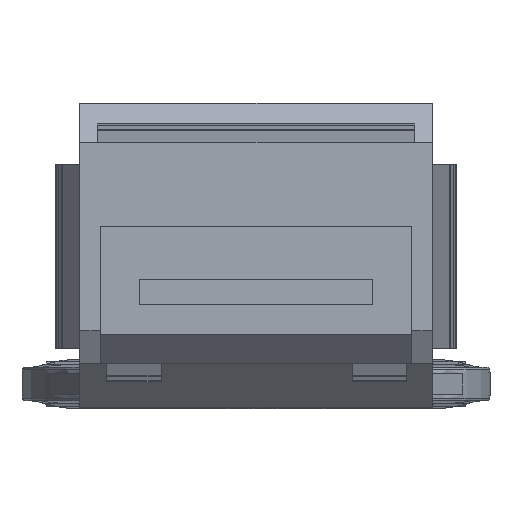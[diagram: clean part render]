
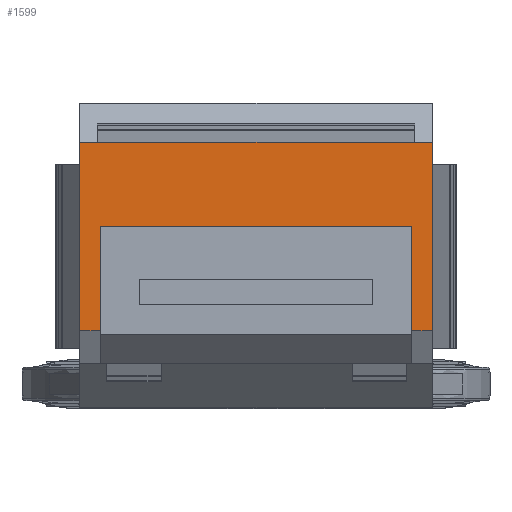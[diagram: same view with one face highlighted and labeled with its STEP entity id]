
A CAD part, left-side view. The second image highlights one B-rep face of the part: STEP entity #1599.
In plain terms, the highlighted planar face has unit normal (-1, 0, 0).
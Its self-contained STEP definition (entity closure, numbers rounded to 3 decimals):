
#1599=ADVANCED_FACE('',(#2679),#2149,.T.);
#2149=PLANE('',#12697);
#2679=FACE_OUTER_BOUND('',#3348,.T.);
#3348=EDGE_LOOP('',(#5507,#5508,#5509,#5510,#5511,#5512,#5513,#5514));
#5507=ORIENTED_EDGE('',*,*,#9391,.F.);
#5508=ORIENTED_EDGE('',*,*,#9392,.T.);
#5509=ORIENTED_EDGE('',*,*,#9393,.F.);
#5510=ORIENTED_EDGE('',*,*,#9394,.F.);
#5511=ORIENTED_EDGE('',*,*,#9395,.F.);
#5512=ORIENTED_EDGE('',*,*,#9396,.T.);
#5513=ORIENTED_EDGE('',*,*,#9397,.T.);
#5514=ORIENTED_EDGE('',*,*,#9398,.T.);
#7900=VERTEX_POINT('',#19512);
#7901=VERTEX_POINT('',#19513);
#7902=VERTEX_POINT('',#19515);
#7903=VERTEX_POINT('',#19517);
#7904=VERTEX_POINT('',#19519);
#7905=VERTEX_POINT('',#19521);
#7906=VERTEX_POINT('',#19523);
#7907=VERTEX_POINT('',#19525);
#9391=EDGE_CURVE('',#7900,#7901,#10775,.T.);
#9392=EDGE_CURVE('',#7900,#7902,#10776,.T.);
#9393=EDGE_CURVE('',#7903,#7902,#10777,.T.);
#9394=EDGE_CURVE('',#7904,#7903,#10778,.T.);
#9395=EDGE_CURVE('',#7905,#7904,#10779,.T.);
#9396=EDGE_CURVE('',#7905,#7906,#10780,.T.);
#9397=EDGE_CURVE('',#7906,#7907,#10781,.T.);
#9398=EDGE_CURVE('',#7907,#7901,#10782,.T.);
#10775=LINE('',#19511,#11767);
#10776=LINE('',#19514,#11768);
#10777=LINE('',#19516,#11769);
#10778=LINE('',#19518,#11770);
#10779=LINE('',#19520,#11771);
#10780=LINE('',#19522,#11772);
#10781=LINE('',#19524,#11773);
#10782=LINE('',#19526,#11774);
#11767=VECTOR('',#14466,1.);
#11768=VECTOR('',#14467,1.);
#11769=VECTOR('',#14468,1.);
#11770=VECTOR('',#14469,1.);
#11771=VECTOR('',#14470,1.);
#11772=VECTOR('',#14471,1.);
#11773=VECTOR('',#14472,1.);
#11774=VECTOR('',#14473,1.);
#12697=AXIS2_PLACEMENT_3D('',#19527,#14474,#14475);
#14466=DIRECTION('',(0.,0.,1.));
#14467=DIRECTION('',(0.,-1.,0.));
#14468=DIRECTION('',(0.,0.,-1.));
#14469=DIRECTION('',(0.,-1.,0.));
#14470=DIRECTION('',(0.,0.,1.));
#14471=DIRECTION('',(0.,-1.,0.));
#14472=DIRECTION('',(0.,0.,1.));
#14473=DIRECTION('',(0.,-1.,0.));
#14474=DIRECTION('',(-1.,0.,0.));
#14475=DIRECTION('',(0.,0.,-1.));
#19511=CARTESIAN_POINT('',(-496.9,0.7,-8.5));
#19512=CARTESIAN_POINT('',(-496.9,0.7,-7.25));
#19513=CARTESIAN_POINT('',(-496.9,0.7,-3.25));
#19514=CARTESIAN_POINT('',(-496.9,6.7,-7.25));
#19515=CARTESIAN_POINT('',(-496.9,-0.075,-7.25));
#19516=CARTESIAN_POINT('',(-496.9,-0.075,-4.25));
#19517=CARTESIAN_POINT('',(-496.9,-0.075,0.));
#19518=CARTESIAN_POINT('',(-496.9,6.7,0.));
#19519=CARTESIAN_POINT('',(-496.9,13.475,0.));
#19520=CARTESIAN_POINT('',(-496.9,13.475,-4.25));
#19521=CARTESIAN_POINT('',(-496.9,13.475,-7.25));
#19522=CARTESIAN_POINT('',(-496.9,6.7,-7.25));
#19523=CARTESIAN_POINT('',(-496.9,12.7,-7.25));
#19524=CARTESIAN_POINT('',(-496.9,12.7,-8.5));
#19525=CARTESIAN_POINT('',(-496.9,12.7,-3.25));
#19526=CARTESIAN_POINT('',(-496.9,12.7,-3.25));
#19527=CARTESIAN_POINT('',(-496.9,6.7,-4.25));
